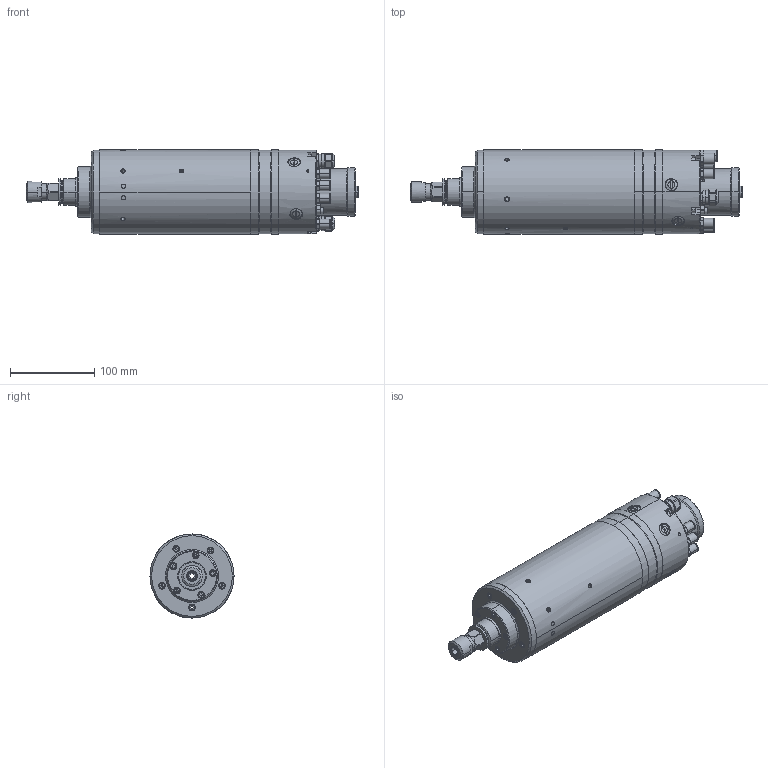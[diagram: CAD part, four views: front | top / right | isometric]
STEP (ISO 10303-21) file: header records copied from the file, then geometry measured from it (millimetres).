
FILE_DESCRIPTION (( 'STEP AP203' ), '1' );
FILE_NAME ('100A40HKS-01-.STEP', '2015-05-20T06:17:20', ( '' ), ( '' ), 'SwSTEP 2.0', 'SolidWorks 2014', '' );
FILE_SCHEMA (( 'CONFIG_CONTROL_DESIGN' ));
Length unit declared in the file: millimetre
Products named in the file (1): 100A40HKS-01-
Bounding box: 394.86 x 100 x 100 mm (x, y, z)
Surface area: 154229.1 mm2 (no closed solid volume)
Topology: 0 solids, 75 shells, 825 faces, 2567 edges, 1829 vertices
Faces by surface type: plane 374, cylinder 299, cone 80, torus 66, sphere 6
Entity records: 30451 total; most frequent: CARTESIAN_POINT 6707, DIRECTION 5413, ORIENTED_EDGE 4153, EDGE_CURVE 2557, AXIS2_PLACEMENT_3D 2123, VERTEX_POINT 1829, CIRCLE 1297, VECTOR 1167
